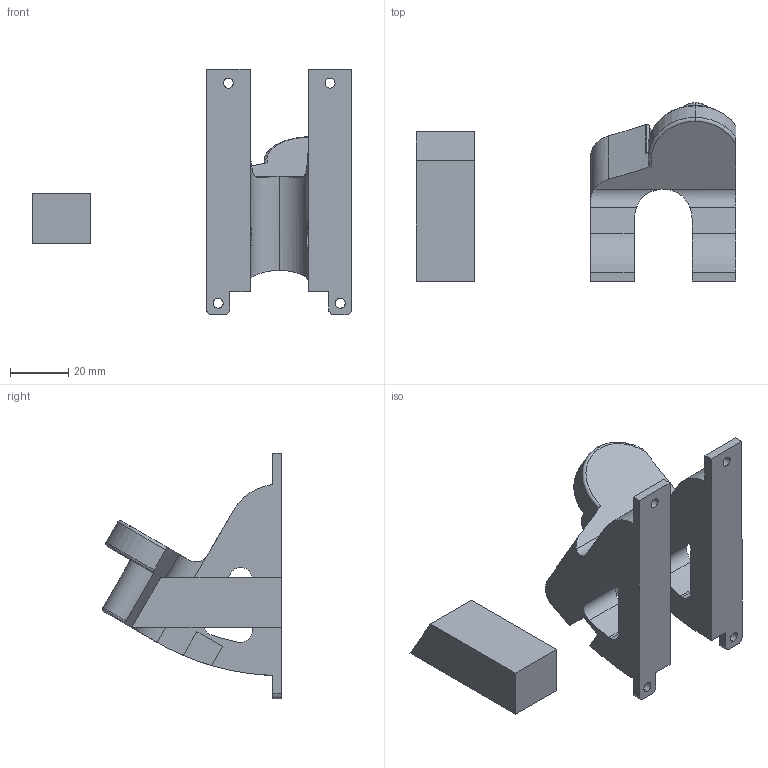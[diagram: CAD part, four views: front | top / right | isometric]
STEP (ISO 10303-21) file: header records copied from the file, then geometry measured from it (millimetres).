
FILE_DESCRIPTION (( 'STEP AP203' ), '1' );
FILE_NAME ('04_rollmount left_30°_timingbelt_v2.step', '2020-02-23T11:26:56', ( '' ), ( '' ), 'SwSTEP 2.0', 'SolidWorks 2019', '' );
FILE_SCHEMA (( 'CONFIG_CONTROL_DESIGN' ));
Length unit declared in the file: millimetre
Products named in the file (1): 04_rollmount left_30°_timingbelt_v2
Bounding box: 110 x 61.53 x 84.52 mm (x, y, z)
Volume: 81960.6 mm3; surface area: 23785.2 mm2
Topology: 2 solids, 2 shells, 88 faces, 247 edges, 163 vertices
Faces by surface type: cylinder 44, plane 38, torus 6
Entity records: 3167 total; most frequent: CARTESIAN_POINT 748, DIRECTION 500, ORIENTED_EDGE 494, EDGE_CURVE 247, AXIS2_PLACEMENT_3D 185, VERTEX_POINT 163, VECTOR 130, LINE 130
